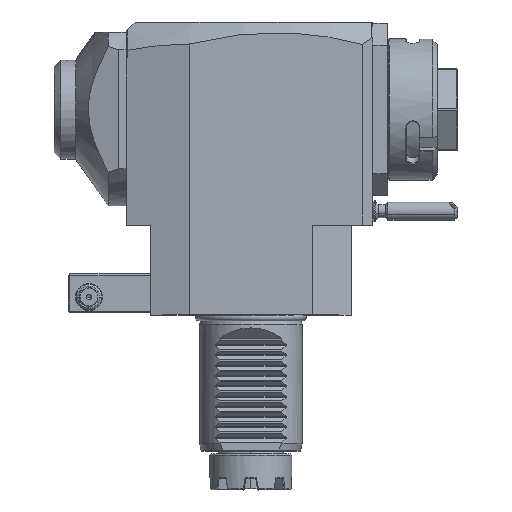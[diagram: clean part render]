
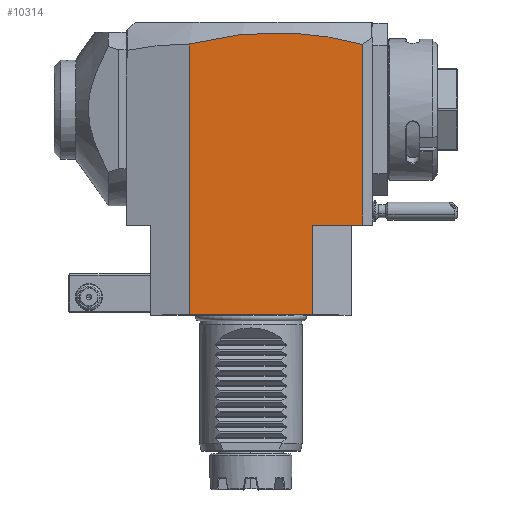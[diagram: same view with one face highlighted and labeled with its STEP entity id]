
A CAD part, top view. The second image highlights one B-rep face of the part: STEP entity #10314.
In plain terms, the highlighted planar face has unit normal (0, 0, 1).
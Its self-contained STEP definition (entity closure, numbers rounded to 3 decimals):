
#140=DIRECTION('',(0.,-1.,0.));
#141=VECTOR('',#140,70.258);
#142=CARTESIAN_POINT('',(43.5,105.258,37.5));
#143=LINE('',#142,#141);
#144=DIRECTION('',(-1.,0.,0.));
#145=VECTOR('',#144,19.5);
#146=CARTESIAN_POINT('',(43.5,35.,37.5));
#147=LINE('',#146,#145);
#148=CARTESIAN_POINT('',(-24.,105.435,37.5));
#149=CARTESIAN_POINT('',(-18.371,106.939,37.5));
#150=CARTESIAN_POINT('',(-7.115,109.162,37.5));
#151=CARTESIAN_POINT('',(9.762,110.233,37.5));
#152=CARTESIAN_POINT('',(26.635,109.072,37.5));
#153=CARTESIAN_POINT('',(37.879,106.791,37.5));
#154=CARTESIAN_POINT('',(43.5,105.258,37.5));
#218=DIRECTION('',(0.,-1.,0.));
#219=VECTOR('',#218,105.435);
#220=CARTESIAN_POINT('',(-24.,105.435,37.5));
#221=LINE('',#220,#219);
#238=DIRECTION('',(-1.,0.,0.));
#239=VECTOR('',#238,48.);
#240=CARTESIAN_POINT('',(24.,0.,37.5));
#241=LINE('',#240,#239);
#2704=DIRECTION('',(0.,1.,0.));
#2705=VECTOR('',#2704,35.);
#2706=CARTESIAN_POINT('',(24.,0.,37.5));
#2707=LINE('',#2706,#2705);
#9465=VERTEX_POINT('',#148);
#9466=VERTEX_POINT('',#154);
#9814=CARTESIAN_POINT('',(43.5,35.,37.5));
#9815=VERTEX_POINT('',#9814);
#9851=CARTESIAN_POINT('',(24.,0.,37.5));
#9852=VERTEX_POINT('',#9851);
#9853=CARTESIAN_POINT('',(-24.,0.,37.5));
#9854=VERTEX_POINT('',#9853);
#10065=CARTESIAN_POINT('',(24.,35.,37.5));
#10066=VERTEX_POINT('',#10065);
#10296=CARTESIAN_POINT('',(-39.202,35.,37.5));
#10297=DIRECTION('',(0.,0.,1.));
#10298=DIRECTION('',(1.,0.,0.));
#10299=AXIS2_PLACEMENT_3D('',#10296,#10297,#10298);
#10300=PLANE('',#10299);
#10302=ORIENTED_EDGE('',*,*,#10301,.T.);
#10303=ORIENTED_EDGE('',*,*,#10280,.T.);
#10305=ORIENTED_EDGE('',*,*,#10304,.F.);
#10307=ORIENTED_EDGE('',*,*,#10306,.T.);
#10309=ORIENTED_EDGE('',*,*,#10308,.F.);
#10311=ORIENTED_EDGE('',*,*,#10310,.T.);
#10312=EDGE_LOOP('',(#10302,#10303,#10305,#10307,#10309,#10311));
#10313=FACE_OUTER_BOUND('',#10312,.F.);
#155=B_SPLINE_CURVE_WITH_KNOTS('',3,(#148,#149,#150,#151,#152,#153,#154),
.UNSPECIFIED.,.F.,.F.,(4,1,1,1,4),(0.,0.25,0.5,0.75,1.),
.UNSPECIFIED.);
#10280=EDGE_CURVE('',#9815,#10066,#147,.T.);
#10301=EDGE_CURVE('',#9466,#9815,#143,.T.);
#10304=EDGE_CURVE('',#9852,#10066,#2707,.T.);
#10306=EDGE_CURVE('',#9852,#9854,#241,.T.);
#10308=EDGE_CURVE('',#9465,#9854,#221,.T.);
#10310=EDGE_CURVE('',#9465,#9466,#155,.T.);
#10314=ADVANCED_FACE('',(#10313),#10300,.T.);
